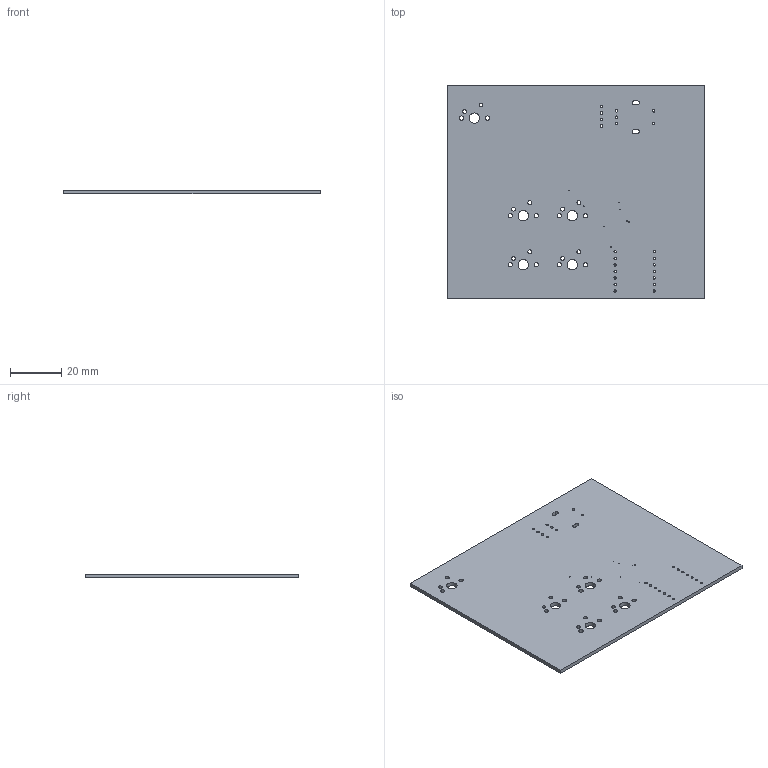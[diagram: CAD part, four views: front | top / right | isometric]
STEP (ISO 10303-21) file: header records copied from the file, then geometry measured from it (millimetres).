
FILE_DESCRIPTION(/* description */ ('KiCad electronic assembly'),/* implementation_level */ '2;1');
FILE_NAME(/* name */ 'Macropad 2v.step',/* time_stamp */ '2025-12-05T17:33:58+11:00',/* author */ (''),/* organization */ (''),/* preprocessor_version */ 'ST-DEVELOPER v20.1',/* originating_system */ 'Autodesk Translation Framework v14.21.0.0',/* authorisation */ '');
FILE_SCHEMA (('AUTOMOTIVE_DESIGN { 1 0 10303 214 3 1 1 }'));
Length unit declared in the file: millimetre
Products named in the file (2): Macropad 2v 1; Macropad 2_PCB
Assembly tree (1 placements, depth 2):
  Macropad 2v 1
    Macropad 2_PCB
Bounding box: 99.8 x 82.92 x 1.51 mm (x, y, z)
Volume: 12304.2 mm3; surface area: 17230.6 mm2
Topology: 1 solids, 1 shells, 70 faces, 204 edges, 136 vertices
Faces by surface type: cylinder 60, plane 10
Full cylindrical faces by diameter (mm): 0.3 x8, 0.889 x14, 1 x9, 1.5 x10, 1.7 x10, 4 x5
Entity records: 2680 total; most frequent: DIRECTION 470, CARTESIAN_POINT 413, ORIENTED_EDGE 408, EDGE_CURVE 204, AXIS2_PLACEMENT_3D 193, EDGE_LOOP 186, VERTEX_POINT 136, CIRCLE 120
